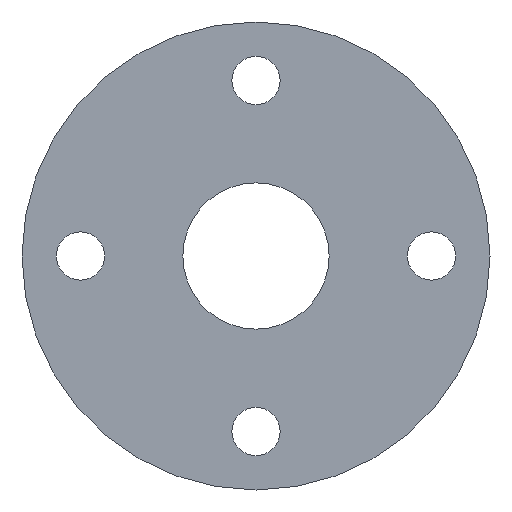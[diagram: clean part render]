
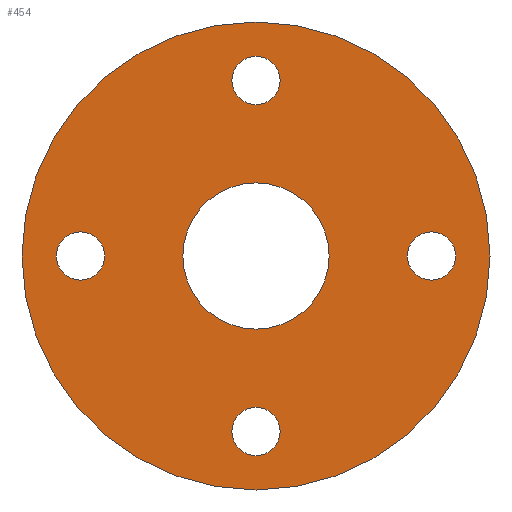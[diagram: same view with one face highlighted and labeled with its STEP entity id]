
A CAD part, front view. The second image highlights one B-rep face of the part: STEP entity #454.
In plain terms, the highlighted planar face has unit normal (0, -1, 0).
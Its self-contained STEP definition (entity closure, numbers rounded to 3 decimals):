
#2 = CARTESIAN_POINT ( 'NONE',  ( 0., 0., -12. ) ) ;
#5 = FACE_BOUND ( 'NONE', #284, .T. ) ;
#11 = EDGE_CURVE ( 'NONE', #165, #552, #63, .T. ) ;
#31 = EDGE_CURVE ( 'NONE', #221, #483, #340, .T. ) ;
#34 = AXIS2_PLACEMENT_3D ( 'NONE', #433, #173, #346 ) ;
#35 = CIRCLE ( 'NONE', #46, 1.65 ) ;
#36 = CARTESIAN_POINT ( 'NONE',  ( 0., 0., 0. ) ) ;
#38 = DIRECTION ( 'NONE',  ( 0., 0., -1. ) ) ;
#43 = CARTESIAN_POINT ( 'NONE',  ( 0., 0., 12. ) ) ;
#46 = AXIS2_PLACEMENT_3D ( 'NONE', #43, #143, #268 ) ;
#49 = CIRCLE ( 'NONE', #131, 1.65 ) ;
#50 = CARTESIAN_POINT ( 'NONE',  ( 0., 0., -16. ) ) ;
#53 = PLANE ( 'NONE',  #450 ) ;
#55 = EDGE_CURVE ( 'NONE', #552, #165, #264, .T. ) ;
#63 = CIRCLE ( 'NONE', #338, 5. ) ;
#64 = DIRECTION ( 'NONE',  ( 0., -1., 0. ) ) ;
#65 = FACE_BOUND ( 'NONE', #122, .T. ) ;
#68 = DIRECTION ( 'NONE',  ( 0., -1., 0. ) ) ;
#69 = EDGE_LOOP ( 'NONE', ( #107, #282 ) ) ;
#72 = DIRECTION ( 'NONE',  ( 0., 0., -1. ) ) ;
#74 = EDGE_LOOP ( 'NONE', ( #175, #475 ) ) ;
#75 = AXIS2_PLACEMENT_3D ( 'NONE', #295, #167, #72 ) ;
#78 = DIRECTION ( 'NONE',  ( 0., 0., -1. ) ) ;
#85 = AXIS2_PLACEMENT_3D ( 'NONE', #178, #266, #38 ) ;
#87 = EDGE_CURVE ( 'NONE', #303, #127, #49, .T. ) ;
#101 = DIRECTION ( 'NONE',  ( 0., -1., 0. ) ) ;
#104 = DIRECTION ( 'NONE',  ( 0., 0., -1. ) ) ;
#107 = ORIENTED_EDGE ( 'NONE', *, *, #587, .F. ) ;
#112 = VERTEX_POINT ( 'NONE', #362 ) ;
#115 = CARTESIAN_POINT ( 'NONE',  ( -12., 0., -1.65 ) ) ;
#119 = CARTESIAN_POINT ( 'NONE',  ( 12., 0., 0. ) ) ;
#122 = EDGE_LOOP ( 'NONE', ( #212, #389 ) ) ;
#123 = DIRECTION ( 'NONE',  ( 0., 0., -1. ) ) ;
#126 = EDGE_CURVE ( 'NONE', #127, #303, #35, .T. ) ;
#127 = VERTEX_POINT ( 'NONE', #185 ) ;
#131 = AXIS2_PLACEMENT_3D ( 'NONE', #391, #172, #349 ) ;
#143 = DIRECTION ( 'NONE',  ( 0., -1., 0. ) ) ;
#153 = CARTESIAN_POINT ( 'NONE',  ( -12., 0., 1.65 ) ) ;
#158 = FACE_OUTER_BOUND ( 'NONE', #376, .T. ) ;
#162 = CIRCLE ( 'NONE', #75, 16. ) ;
#165 = VERTEX_POINT ( 'NONE', #501 ) ;
#167 = DIRECTION ( 'NONE',  ( 0., -1., 0. ) ) ;
#172 = DIRECTION ( 'NONE',  ( 0., -1., 0. ) ) ;
#173 = DIRECTION ( 'NONE',  ( 0., -1., 0. ) ) ;
#175 = ORIENTED_EDGE ( 'NONE', *, *, #269, .F. ) ;
#178 = CARTESIAN_POINT ( 'NONE',  ( 0., 0., 0. ) ) ;
#182 = AXIS2_PLACEMENT_3D ( 'NONE', #2, #198, #519 ) ;
#185 = CARTESIAN_POINT ( 'NONE',  ( 0., 0., 10.35 ) ) ;
#193 = VERTEX_POINT ( 'NONE', #451 ) ;
#198 = DIRECTION ( 'NONE',  ( 0., -1., 0. ) ) ;
#203 = CARTESIAN_POINT ( 'NONE',  ( 12., 0., 1.65 ) ) ;
#204 = ORIENTED_EDGE ( 'NONE', *, *, #508, .F. ) ;
#206 = CARTESIAN_POINT ( 'NONE',  ( 12., 0., 0. ) ) ;
#212 = ORIENTED_EDGE ( 'NONE', *, *, #126, .F. ) ;
#221 = VERTEX_POINT ( 'NONE', #545 ) ;
#239 = CARTESIAN_POINT ( 'NONE',  ( -12., 0., 0. ) ) ;
#240 = FACE_BOUND ( 'NONE', #74, .T. ) ;
#242 = ORIENTED_EDGE ( 'NONE', *, *, #564, .T. ) ;
#248 = DIRECTION ( 'NONE',  ( 0., 0., -1. ) ) ;
#260 = DIRECTION ( 'NONE',  ( 0., 0., -1. ) ) ;
#264 = CIRCLE ( 'NONE', #85, 5. ) ;
#266 = DIRECTION ( 'NONE',  ( 0., -1., 0. ) ) ;
#268 = DIRECTION ( 'NONE',  ( 0., 0., -1. ) ) ;
#269 = EDGE_CURVE ( 'NONE', #494, #302, #357, .T. ) ;
#282 = ORIENTED_EDGE ( 'NONE', *, *, #506, .F. ) ;
#284 = EDGE_LOOP ( 'NONE', ( #412, #204 ) ) ;
#287 = DIRECTION ( 'NONE',  ( 0., -1., 0. ) ) ;
#290 = CARTESIAN_POINT ( 'NONE',  ( 0., 0., -10.35 ) ) ;
#291 = DIRECTION ( 'NONE',  ( 0., 1., 0. ) ) ;
#295 = CARTESIAN_POINT ( 'NONE',  ( 0., 0., 0. ) ) ;
#302 = VERTEX_POINT ( 'NONE', #153 ) ;
#303 = VERTEX_POINT ( 'NONE', #328 ) ;
#319 = CIRCLE ( 'NONE', #34, 1.65 ) ;
#326 = VERTEX_POINT ( 'NONE', #290 ) ;
#328 = CARTESIAN_POINT ( 'NONE',  ( 0., 0., 13.65 ) ) ;
#330 = CARTESIAN_POINT ( 'NONE',  ( -16., 0., 0. ) ) ;
#336 = DIRECTION ( 'NONE',  ( 0., 0., -1. ) ) ;
#338 = AXIS2_PLACEMENT_3D ( 'NONE', #439, #534, #78 ) ;
#340 = CIRCLE ( 'NONE', #500, 16. ) ;
#346 = DIRECTION ( 'NONE',  ( 0., 0., -1. ) ) ;
#349 = DIRECTION ( 'NONE',  ( 0., 0., -1. ) ) ;
#357 = CIRCLE ( 'NONE', #429, 1.65 ) ;
#359 = AXIS2_PLACEMENT_3D ( 'NONE', #560, #287, #104 ) ;
#362 = CARTESIAN_POINT ( 'NONE',  ( 12., 0., -1.65 ) ) ;
#376 = EDGE_LOOP ( 'NONE', ( #242, #518 ) ) ;
#385 = CIRCLE ( 'NONE', #489, 1.65 ) ;
#389 = ORIENTED_EDGE ( 'NONE', *, *, #87, .F. ) ;
#391 = CARTESIAN_POINT ( 'NONE',  ( 0., 0., 12. ) ) ;
#403 = CIRCLE ( 'NONE', #359, 1.65 ) ;
#412 = ORIENTED_EDGE ( 'NONE', *, *, #516, .F. ) ;
#429 = AXIS2_PLACEMENT_3D ( 'NONE', #239, #64, #248 ) ;
#433 = CARTESIAN_POINT ( 'NONE',  ( -12., 0., 0. ) ) ;
#439 = CARTESIAN_POINT ( 'NONE',  ( 0., 0., 0. ) ) ;
#445 = DIRECTION ( 'NONE',  ( 0., -1., 0. ) ) ;
#450 = AXIS2_PLACEMENT_3D ( 'NONE', #330, #291, #514 ) ;
#451 = CARTESIAN_POINT ( 'NONE',  ( 0., 0., -13.65 ) ) ;
#454 = ADVANCED_FACE ( 'NONE', ( #479, #5, #240, #65, #469, #158 ), #53, .F. ) ;
#469 = FACE_BOUND ( 'NONE', #495, .T. ) ;
#475 = ORIENTED_EDGE ( 'NONE', *, *, #556, .F. ) ;
#479 = FACE_BOUND ( 'NONE', #69, .T. ) ;
#483 = VERTEX_POINT ( 'NONE', #50 ) ;
#486 = ORIENTED_EDGE ( 'NONE', *, *, #55, .F. ) ;
#489 = AXIS2_PLACEMENT_3D ( 'NONE', #119, #68, #123 ) ;
#494 = VERTEX_POINT ( 'NONE', #115 ) ;
#495 = EDGE_LOOP ( 'NONE', ( #486, #543 ) ) ;
#500 = AXIS2_PLACEMENT_3D ( 'NONE', #36, #445, #260 ) ;
#501 = CARTESIAN_POINT ( 'NONE',  ( 0., 0., 5. ) ) ;
#504 = CIRCLE ( 'NONE', #512, 1.65 ) ;
#506 = EDGE_CURVE ( 'NONE', #523, #112, #504, .T. ) ;
#508 = EDGE_CURVE ( 'NONE', #326, #193, #536, .T. ) ;
#512 = AXIS2_PLACEMENT_3D ( 'NONE', #206, #101, #336 ) ;
#514 = DIRECTION ( 'NONE',  ( 0., 0., 1. ) ) ;
#516 = EDGE_CURVE ( 'NONE', #193, #326, #403, .T. ) ;
#518 = ORIENTED_EDGE ( 'NONE', *, *, #31, .T. ) ;
#519 = DIRECTION ( 'NONE',  ( 0., 0., -1. ) ) ;
#523 = VERTEX_POINT ( 'NONE', #203 ) ;
#534 = DIRECTION ( 'NONE',  ( 0., -1., 0. ) ) ;
#536 = CIRCLE ( 'NONE', #182, 1.65 ) ;
#543 = ORIENTED_EDGE ( 'NONE', *, *, #11, .F. ) ;
#545 = CARTESIAN_POINT ( 'NONE',  ( 0., 0., 16. ) ) ;
#552 = VERTEX_POINT ( 'NONE', #554 ) ;
#554 = CARTESIAN_POINT ( 'NONE',  ( 0., 0., -5. ) ) ;
#556 = EDGE_CURVE ( 'NONE', #302, #494, #319, .T. ) ;
#560 = CARTESIAN_POINT ( 'NONE',  ( 0., 0., -12. ) ) ;
#564 = EDGE_CURVE ( 'NONE', #483, #221, #162, .T. ) ;
#587 = EDGE_CURVE ( 'NONE', #112, #523, #385, .T. ) ;
